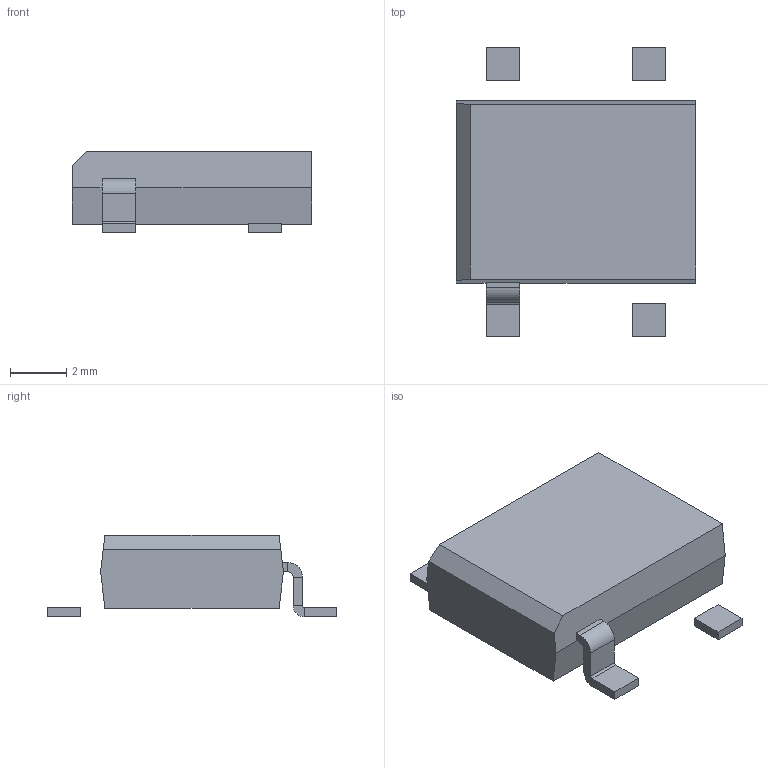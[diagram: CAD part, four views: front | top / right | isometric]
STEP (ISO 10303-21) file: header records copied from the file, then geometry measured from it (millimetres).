
FILE_DESCRIPTION(('FreeCAD Model'),'2;1');
FILE_NAME('SDIP_4L__Fusion.step','2016-02-18T13:47:55',('Author'),(''), 'Open CASCADE STEP processor 6.8','FreeCAD','Unknown');
FILE_SCHEMA(('AUTOMOTIVE_DESIGN_CC2 { 1 2 10303 214 -1 1 5 4 }'));
Length unit declared in the file: millimetre
Products named in the file (2): ASSEMBLY; Fusion
Assembly tree (1 placements, depth 2):
  ASSEMBLY
    Fusion
Bounding box: 8.51 x 10.3 x 2.9 mm (x, y, z)
Volume: 142.4 mm3; surface area: 204.4 mm2
Topology: 4 solids, 4 shells, 48 faces, 102 edges, 62 vertices
Faces by surface type: plane 44, cylinder 4
Entity records: 2937 total; most frequent: CARTESIAN_POINT 454, DIRECTION 398, LINE 278, VECTOR 278, ORIENTED_EDGE 204, PCURVE 204, DEFINITIONAL_REPRESENTATION 204, EDGE_CURVE 102
